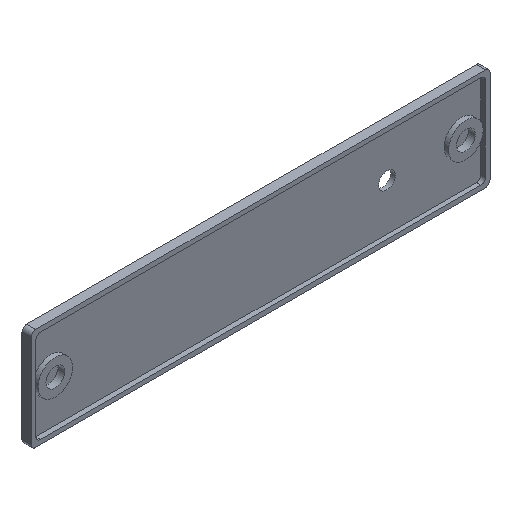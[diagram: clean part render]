
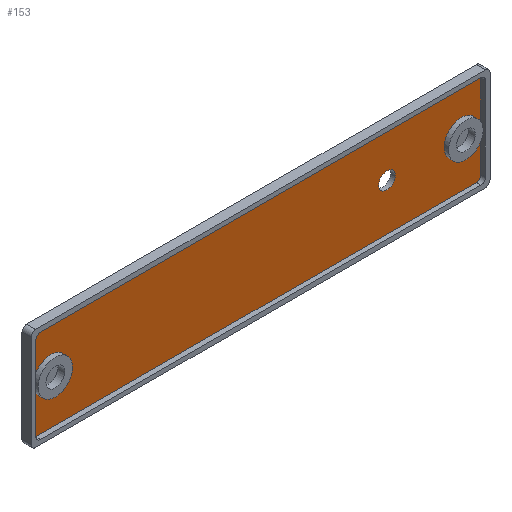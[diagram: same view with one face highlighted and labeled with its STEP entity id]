
A CAD part, isometric view. The second image highlights one B-rep face of the part: STEP entity #153.
In plain terms, the highlighted planar face has unit normal (0, -1, 0).
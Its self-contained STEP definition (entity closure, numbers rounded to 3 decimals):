
#27=CARTESIAN_POINT('',(-425.8,22.,686.75));
#28=DIRECTION('',(0.,-1.,0.));
#29=DIRECTION('',(0.,0.,-1.));
#30=AXIS2_PLACEMENT_3D('',#27,#28,#29);
#31=PLANE('',#30);
#32=CARTESIAN_POINT('',(-351.425,22.,739.095));
#33=VERTEX_POINT('',#32);
#34=CARTESIAN_POINT('',(-355.025,22.,739.095));
#35=DIRECTION('',(0.,-1.,0.));
#36=DIRECTION('',(1.,0.,0.));
#37=AXIS2_PLACEMENT_3D('',#34,#35,#36);
#38=CIRCLE('',#37,3.6);
#39=EDGE_CURVE('',#33,#33,#38,.T.);
#40=ORIENTED_EDGE('',*,*,#39,.F.);
#41=EDGE_LOOP('',(#40));
#42=FACE_BOUND('',#41,.T.);
#43=CARTESIAN_POINT('',(-509.8,22.,757.305));
#44=VERTEX_POINT('',#43);
#45=CARTESIAN_POINT('',(-509.8,22.,720.855));
#46=VERTEX_POINT('',#45);
#47=CARTESIAN_POINT('',(-509.8,22.,757.305));
#48=DIRECTION('',(0.,0.,-1.));
#49=VECTOR('',#48,36.45);
#50=LINE('',#47,#49);
#51=EDGE_CURVE('',#44,#46,#50,.T.);
#52=ORIENTED_EDGE('',*,*,#51,.T.);
#53=CARTESIAN_POINT('',(-507.8,22.,718.855));
#54=VERTEX_POINT('',#53);
#55=CARTESIAN_POINT('',(-507.8,22.,720.855));
#56=DIRECTION('',(0.,-1.,0.));
#57=DIRECTION('',(1.,0.,0.));
#58=AXIS2_PLACEMENT_3D('',#55,#56,#57);
#59=CIRCLE('',#58,2.);
#60=EDGE_CURVE('',#46,#54,#59,.T.);
#61=ORIENTED_EDGE('',*,*,#60,.T.);
#62=CARTESIAN_POINT('',(-316.2,22.,718.855));
#63=VERTEX_POINT('',#62);
#64=CARTESIAN_POINT('',(-507.8,22.,718.855));
#65=DIRECTION('',(1.,0.,0.));
#66=VECTOR('',#65,191.6);
#67=LINE('',#64,#66);
#68=EDGE_CURVE('',#54,#63,#67,.T.);
#69=ORIENTED_EDGE('',*,*,#68,.T.);
#70=CARTESIAN_POINT('',(-314.2,22.,720.855));
#71=VERTEX_POINT('',#70);
#72=CARTESIAN_POINT('',(-316.2,22.,720.855));
#73=DIRECTION('',(-0.,1.,0.));
#74=DIRECTION('',(-1.,-0.,0.));
#75=AXIS2_PLACEMENT_3D('',#72,#73,#74);
#76=CIRCLE('',#75,2.);
#77=EDGE_CURVE('',#71,#63,#76,.T.);
#78=ORIENTED_EDGE('',*,*,#77,.F.);
#79=CARTESIAN_POINT('',(-314.2,22.,757.305));
#80=VERTEX_POINT('',#79);
#81=CARTESIAN_POINT('',(-314.2,22.,757.305));
#82=DIRECTION('',(0.,0.,-1.));
#83=VECTOR('',#82,36.45);
#84=LINE('',#81,#83);
#85=EDGE_CURVE('',#80,#71,#84,.T.);
#86=ORIENTED_EDGE('',*,*,#85,.F.);
#87=CARTESIAN_POINT('',(-316.2,22.,759.305));
#88=VERTEX_POINT('',#87);
#89=CARTESIAN_POINT('',(-316.2,22.,757.305));
#90=DIRECTION('',(-0.,1.,0.));
#91=DIRECTION('',(-1.,-0.,0.));
#92=AXIS2_PLACEMENT_3D('',#89,#90,#91);
#93=CIRCLE('',#92,2.);
#94=EDGE_CURVE('',#88,#80,#93,.T.);
#95=ORIENTED_EDGE('',*,*,#94,.F.);
#96=CARTESIAN_POINT('',(-507.8,22.,759.305));
#97=VERTEX_POINT('',#96);
#98=CARTESIAN_POINT('',(-316.2,22.,759.305));
#99=DIRECTION('',(-1.,-0.,0.));
#100=VECTOR('',#99,191.6);
#101=LINE('',#98,#100);
#102=EDGE_CURVE('',#88,#97,#101,.T.);
#103=ORIENTED_EDGE('',*,*,#102,.T.);
#104=CARTESIAN_POINT('',(-507.8,22.,757.305));
#105=DIRECTION('',(0.,-1.,0.));
#106=DIRECTION('',(1.,0.,0.));
#107=AXIS2_PLACEMENT_3D('',#104,#105,#106);
#108=CIRCLE('',#107,2.);
#109=EDGE_CURVE('',#97,#44,#108,.T.);
#110=ORIENTED_EDGE('',*,*,#109,.T.);
#111=EDGE_LOOP('',(#52,#61,#69,#78,#86,#95,#103,#110));
#112=FACE_BOUND('',#111,.T.);
#113=CARTESIAN_POINT('',(-508.8,22.,739.1));
#114=VERTEX_POINT('',#113);
#115=CARTESIAN_POINT('',(-493.8,22.,739.1));
#116=VERTEX_POINT('',#115);
#117=CARTESIAN_POINT('',(-501.3,22.,739.1));
#118=DIRECTION('',(0.,-1.,0.));
#119=DIRECTION('',(1.,0.,0.));
#120=AXIS2_PLACEMENT_3D('',#117,#118,#119);
#121=CIRCLE('',#120,7.5);
#122=EDGE_CURVE('',#114,#116,#121,.T.);
#123=ORIENTED_EDGE('',*,*,#122,.F.);
#124=CARTESIAN_POINT('',(-501.3,22.,739.1));
#125=DIRECTION('',(0.,-1.,0.));
#126=DIRECTION('',(1.,0.,0.));
#127=AXIS2_PLACEMENT_3D('',#124,#125,#126);
#128=CIRCLE('',#127,7.5);
#129=EDGE_CURVE('',#116,#114,#128,.T.);
#130=ORIENTED_EDGE('',*,*,#129,.F.);
#131=EDGE_LOOP('',(#123,#130));
#132=FACE_BOUND('',#131,.T.);
#133=CARTESIAN_POINT('',(-330.2,22.,739.1));
#134=VERTEX_POINT('',#133);
#135=CARTESIAN_POINT('',(-315.2,22.,739.1));
#136=VERTEX_POINT('',#135);
#137=CARTESIAN_POINT('',(-322.7,22.,739.1));
#138=DIRECTION('',(-0.,1.,0.));
#139=DIRECTION('',(-1.,-0.,0.));
#140=AXIS2_PLACEMENT_3D('',#137,#138,#139);
#141=CIRCLE('',#140,7.5);
#142=EDGE_CURVE('',#134,#136,#141,.T.);
#143=ORIENTED_EDGE('',*,*,#142,.T.);
#144=CARTESIAN_POINT('',(-322.7,22.,739.1));
#145=DIRECTION('',(-0.,1.,0.));
#146=DIRECTION('',(-1.,-0.,0.));
#147=AXIS2_PLACEMENT_3D('',#144,#145,#146);
#148=CIRCLE('',#147,7.5);
#149=EDGE_CURVE('',#136,#134,#148,.T.);
#150=ORIENTED_EDGE('',*,*,#149,.T.);
#151=EDGE_LOOP('',(#143,#150));
#152=FACE_BOUND('',#151,.T.);
#153=ADVANCED_FACE('',(#42,#112,#132,#152),#31,.T.);
